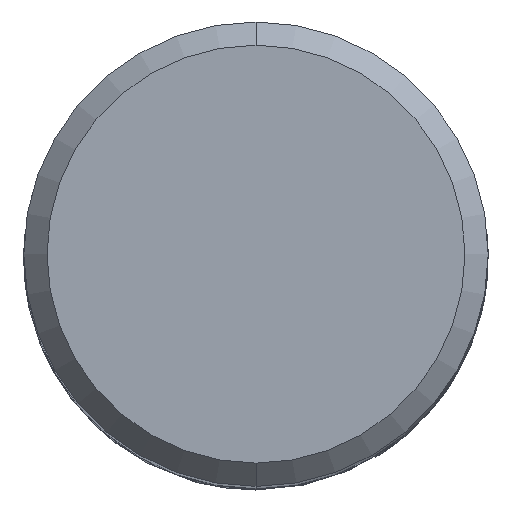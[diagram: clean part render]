
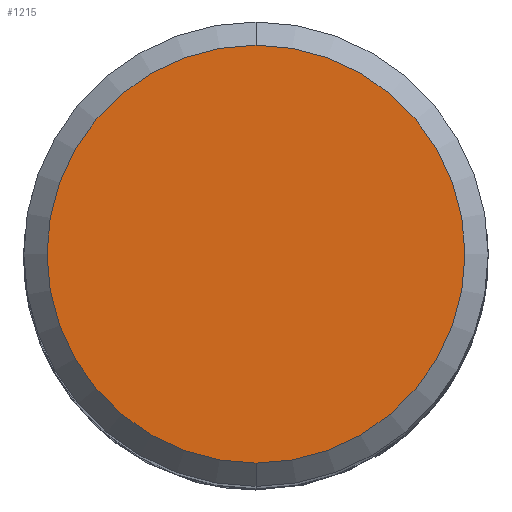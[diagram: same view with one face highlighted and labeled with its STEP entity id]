
A CAD part, top view. The second image highlights one B-rep face of the part: STEP entity #1215.
In plain terms, the highlighted planar face has unit normal (0, 0, 1).
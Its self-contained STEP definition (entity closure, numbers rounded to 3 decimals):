
#781=EDGE_CURVE('',#1719,#1249,#1957,.T.);
#1075=EDGE_CURVE('',#1249,#1719,#2277,.T.);
#1215=ADVANCED_FACE('',(#2429),#2430,.T.);
#1249=VERTEX_POINT('',#2470);
#1719=VERTEX_POINT('',#2979);
#1957=CIRCLE('',#5610,9.0);
#2277=CIRCLE('',#7728,9.0);
#2429=FACE_OUTER_BOUND('',#9192,.T.);
#2430=PLANE('',#9193);
#2470=CARTESIAN_POINT('',(0.0,9.0,0.0));
#2979=CARTESIAN_POINT('',(0.,-9.0,0.0));
#5610=AXIS2_PLACEMENT_3D('',#16359,#16360,#16361);
#7728=AXIS2_PLACEMENT_3D('',#16695,#16696,#16697);
#9192=EDGE_LOOP('',(#16884,#16885));
#9193=AXIS2_PLACEMENT_3D('',#16886,#16887,#16888);
#16359=CARTESIAN_POINT('',(0.0,0.0,0.0));
#16360=DIRECTION('',(0.0,0.0,-1.0));
#16361=DIRECTION('',(0.0,1.0,0.0));
#16695=CARTESIAN_POINT('',(0.0,0.0,0.0));
#16696=DIRECTION('',(0.0,0.0,-1.0));
#16697=DIRECTION('',(0.0,1.0,0.0));
#16884=ORIENTED_EDGE('',*,*,#1075,.F.);
#16885=ORIENTED_EDGE('',*,*,#781,.F.);
#16886=CARTESIAN_POINT('',(0.0,4.5,0.0));
#16887=DIRECTION('',(-0.0,0.0,1.0));
#16888=DIRECTION('',(0.0,-1.0,0.0));
